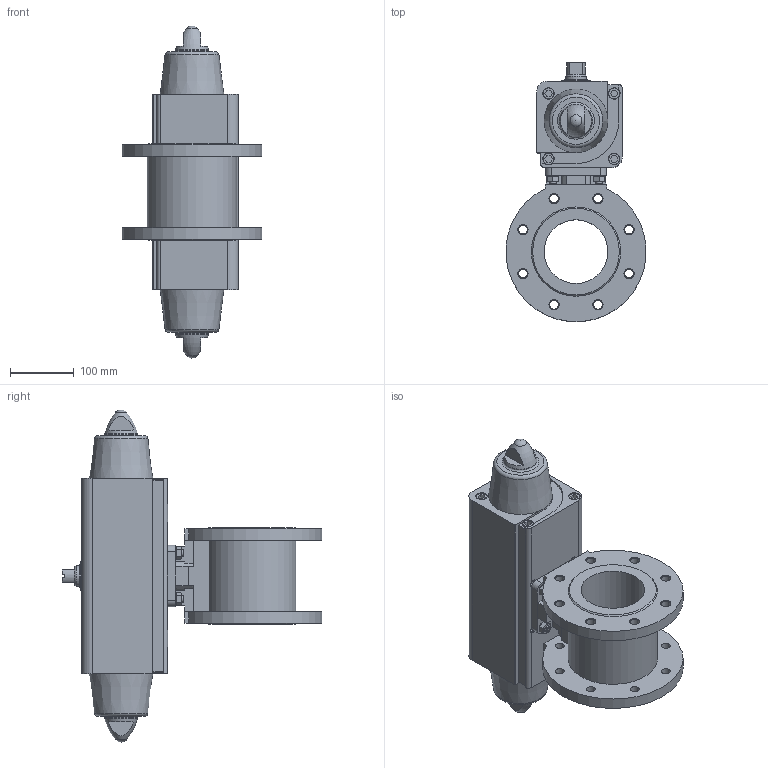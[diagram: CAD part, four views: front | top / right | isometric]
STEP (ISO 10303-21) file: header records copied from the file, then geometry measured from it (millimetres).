
FILE_DESCRIPTION(/* description */ ('STEP AP214'),/* implementation_level */ '2;1');
FILE_NAME(/* name */ '1915410_VZBC-100-FF-16-22-F0710-V4V4T-PS240-R-90-4-C',/* time_stamp */ '2024-09-18T00:44:41+02:00',/* author */ ('License CC BY-ND 4.0'),/* organization */ ('CADENAS'),/* preprocessor_version */ 'ST-DEVELOPER v19.3',/* originating_system */ 'PARTsolutions',/* authorisation */ ' ');
FILE_SCHEMA (('AUTOMOTIVE_DESIGN {1 0 10303 214 3 1 1}'));
Length unit declared in the file: millimetre
Products named in the file (8): 1915410 VZBC-100-FF-16-22-F0710-V4V4T-PS240-R-90-4-C; 1692209 VZBC-100-FF-16-22-F0710-V4V4T; DIN-913 - M10x40; 690069 S 10 A2; DIN 934 - M10(F); 533454 DAPS-0240-090-RS4-F1012---(1); 533454 DAPS-0240-090-RS4-F1012---(2); 8086387 DARQ-R-A-S27-S17-27
Assembly tree (16 placements, depth 2):
  1915410 VZBC-100-FF-16-22-F0710-V4V4T-PS240-R-90-4-C
    1692209 VZBC-100-FF-16-22-F0710-V4V4T
    DIN-913 - M10x40  x4
    690069 S 10 A2  x4
    DIN 934 - M10(F)  x4
    533454 DAPS-0240-090-RS4-F1012---(1)
    533454 DAPS-0240-090-RS4-F1012---(2)
    8086387 DARQ-R-A-S27-S17-27
Bounding box: 219.33 x 406.49 x 520.5 mm (x, y, z)
Volume: 8627572.9 mm3; surface area: 589257.4 mm2
Topology: 16 solids, 16 shells, 546 faces, 1352 edges, 852 vertices
Faces by surface type: plane 287, cylinder 125, cone 116, torus 16, sphere 2
Full cylindrical faces by diameter (mm): 4.134 x8, 4.917 x1, 8.376 x8, 9 x4, 10 x4, 10.106 x4, 10.5 x8, 11.445 x2, 13.835 x16, 16 x4, 18 x8, 32 x1, 37 x1, 46 x2, 50 x1, 54 x2, 55 x1, 100 x1
Entity records: 12785 total; most frequent: CARTESIAN_POINT 2273, DIRECTION 2160, ORIENTED_EDGE 1882, EDGE_CURVE 941, AXIS2_PLACEMENT_3D 789, VERTEX_POINT 702, FACE_BOUND 695, EDGE_LOOP 676
